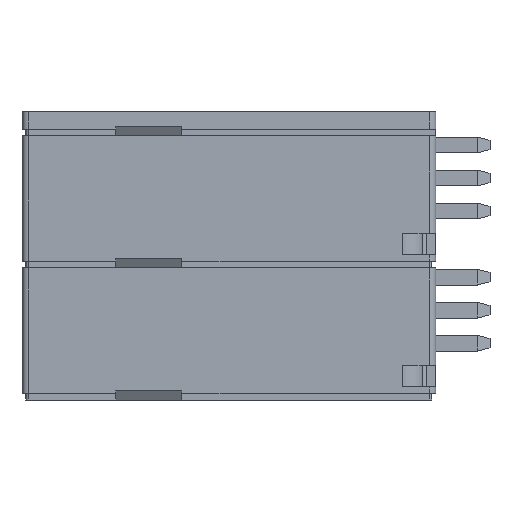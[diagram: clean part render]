
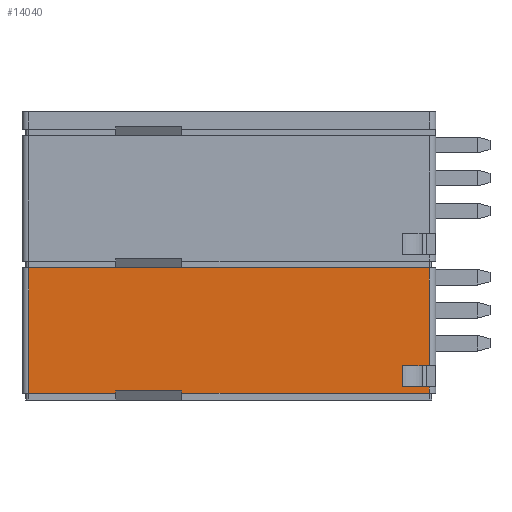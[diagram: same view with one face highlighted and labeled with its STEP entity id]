
A CAD part, left-side view. The second image highlights one B-rep face of the part: STEP entity #14040.
In plain terms, the highlighted planar face has unit normal (-1, 0, 0).
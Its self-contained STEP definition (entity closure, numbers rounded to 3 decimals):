
#114 = ORIENTED_EDGE ( 'NONE', *, *, #19656, .T. ) ;
#386 = FACE_OUTER_BOUND ( 'NONE', #15068, .T. ) ;
#768 = VERTEX_POINT ( 'NONE', #20133 ) ;
#1226 = CARTESIAN_POINT ( 'NONE',  ( -5., -22.8, -14. ) ) ;
#1252 = VECTOR ( 'NONE', #20479, 1000. ) ;
#1433 = VECTOR ( 'NONE', #4587, 1000. ) ;
#2195 = DIRECTION ( 'NONE',  ( -1., 0., 0. ) ) ;
#2394 = EDGE_CURVE ( 'NONE', #17040, #3648, #10726, .T. ) ;
#2500 = EDGE_CURVE ( 'NONE', #8505, #6181, #2886, .T. ) ;
#2665 = DIRECTION ( 'NONE',  ( 0., 0., -1. ) ) ;
#2886 = LINE ( 'NONE', #11274, #12292 ) ;
#2890 = VERTEX_POINT ( 'NONE', #11896 ) ;
#2917 = LINE ( 'NONE', #19933, #17833 ) ;
#3194 = DIRECTION ( 'NONE',  ( 0., 0., -1. ) ) ;
#3633 = LINE ( 'NONE', #10123, #19496 ) ;
#3648 = VERTEX_POINT ( 'NONE', #12074 ) ;
#4388 = EDGE_CURVE ( 'NONE', #2890, #17040, #9970, .T. ) ;
#4587 = DIRECTION ( 'NONE',  ( 0., 0., 1. ) ) ;
#4610 = CARTESIAN_POINT ( 'NONE',  ( -5., -22.8, -5. ) ) ;
#5372 = CARTESIAN_POINT ( 'NONE',  ( -5., -22.8, -5. ) ) ;
#5561 = DIRECTION ( 'NONE',  ( 0., -1., 0. ) ) ;
#5866 = VECTOR ( 'NONE', #8273, 1000. ) ;
#5884 = EDGE_CURVE ( 'NONE', #13967, #6958, #12024, .T. ) ;
#6181 = VERTEX_POINT ( 'NONE', #12901 ) ;
#6201 = ORIENTED_EDGE ( 'NONE', *, *, #4388, .T. ) ;
#6256 = DIRECTION ( 'NONE',  ( 0., 1., 0. ) ) ;
#6319 = ORIENTED_EDGE ( 'NONE', *, *, #21857, .T. ) ;
#6402 = AXIS2_PLACEMENT_3D ( 'NONE', #20891, #2195, #5561 ) ;
#6462 = CARTESIAN_POINT ( 'NONE',  ( -5., -4.1, -14.5 ) ) ;
#6650 = CARTESIAN_POINT ( 'NONE',  ( -5., -22.8, -14.5 ) ) ;
#6753 = CARTESIAN_POINT ( 'NONE',  ( -5., 0.9, -14.3 ) ) ;
#6808 = CARTESIAN_POINT ( 'NONE',  ( -5., 0.9, -14.5 ) ) ;
#6958 = VERTEX_POINT ( 'NONE', #13181 ) ;
#7692 = EDGE_CURVE ( 'NONE', #15437, #13698, #12971, .T. ) ;
#8206 = CARTESIAN_POINT ( 'NONE',  ( -5., -22.8, -5. ) ) ;
#8265 = EDGE_CURVE ( 'NONE', #2890, #15437, #11604, .T. ) ;
#8273 = DIRECTION ( 'NONE',  ( 0., 0., 1. ) ) ;
#8505 = VERTEX_POINT ( 'NONE', #20870 ) ;
#8605 = EDGE_CURVE ( 'NONE', #13698, #8994, #2917, .T. ) ;
#8943 = LINE ( 'NONE', #6808, #14879 ) ;
#8994 = VERTEX_POINT ( 'NONE', #6753 ) ;
#9970 = LINE ( 'NONE', #16594, #5866 ) ;
#10123 = CARTESIAN_POINT ( 'NONE',  ( -5., 7.5, -14.5 ) ) ;
#10517 = LINE ( 'NONE', #5372, #1252 ) ;
#10525 = VECTOR ( 'NONE', #12314, 1000. ) ;
#10690 = ORIENTED_EDGE ( 'NONE', *, *, #22001, .F. ) ;
#10726 = LINE ( 'NONE', #17561, #13397 ) ;
#10738 = CARTESIAN_POINT ( 'NONE',  ( -5., -20.8, -12.4 ) ) ;
#10755 = ORIENTED_EDGE ( 'NONE', *, *, #7692, .F. ) ;
#11274 = CARTESIAN_POINT ( 'NONE',  ( -5., 7.5, -14.5 ) ) ;
#11539 = VERTEX_POINT ( 'NONE', #21544 ) ;
#11604 = LINE ( 'NONE', #6650, #22120 ) ;
#11896 = CARTESIAN_POINT ( 'NONE',  ( -5., -22.8, -14.5 ) ) ;
#12024 = LINE ( 'NONE', #8206, #17278 ) ;
#12074 = CARTESIAN_POINT ( 'NONE',  ( -5., -20.8, -14. ) ) ;
#12292 = VECTOR ( 'NONE', #18110, 1000. ) ;
#12314 = DIRECTION ( 'NONE',  ( 0., -1., 0. ) ) ;
#12418 = ORIENTED_EDGE ( 'NONE', *, *, #19584, .T. ) ;
#12901 = CARTESIAN_POINT ( 'NONE',  ( -5., 7.5, -5. ) ) ;
#12967 = CARTESIAN_POINT ( 'NONE',  ( -5., -20.8, -12.4 ) ) ;
#12971 = LINE ( 'NONE', #6462, #1433 ) ;
#13181 = CARTESIAN_POINT ( 'NONE',  ( -5., -22.8, -12.4 ) ) ;
#13298 = ORIENTED_EDGE ( 'NONE', *, *, #14388, .T. ) ;
#13397 = VECTOR ( 'NONE', #19450, 1000. ) ;
#13698 = VERTEX_POINT ( 'NONE', #15703 ) ;
#13967 = VERTEX_POINT ( 'NONE', #4610 ) ;
#13972 = CARTESIAN_POINT ( 'NONE',  ( -5., -4.1, -14.5 ) ) ;
#14040 = ADVANCED_FACE ( 'NONE', ( #386 ), #19110, .T. ) ;
#14220 = ORIENTED_EDGE ( 'NONE', *, *, #2394, .T. ) ;
#14388 = EDGE_CURVE ( 'NONE', #8505, #768, #3633, .T. ) ;
#14879 = VECTOR ( 'NONE', #15455, 1000. ) ;
#15068 = EDGE_LOOP ( 'NONE', ( #14220, #10690, #6319, #16250, #114, #17268, #13298, #12418, #15462, #10755, #20942, #6201 ) ) ;
#15437 = VERTEX_POINT ( 'NONE', #13972 ) ;
#15455 = DIRECTION ( 'NONE',  ( 0., 0., 1. ) ) ;
#15462 = ORIENTED_EDGE ( 'NONE', *, *, #8605, .F. ) ;
#15703 = CARTESIAN_POINT ( 'NONE',  ( -5., -4.1, -14.3 ) ) ;
#16250 = ORIENTED_EDGE ( 'NONE', *, *, #5884, .F. ) ;
#16594 = CARTESIAN_POINT ( 'NONE',  ( -5., -22.8, -14.5 ) ) ;
#17040 = VERTEX_POINT ( 'NONE', #1226 ) ;
#17268 = ORIENTED_EDGE ( 'NONE', *, *, #2500, .F. ) ;
#17278 = VECTOR ( 'NONE', #3194, 1000. ) ;
#17561 = CARTESIAN_POINT ( 'NONE',  ( -5., -22.8, -14. ) ) ;
#17833 = VECTOR ( 'NONE', #6256, 1000. ) ;
#18110 = DIRECTION ( 'NONE',  ( 0., 0., 1. ) ) ;
#18758 = DIRECTION ( 'NONE',  ( 0., 1., 0. ) ) ;
#19110 = PLANE ( 'NONE',  #6402 ) ;
#19112 = VECTOR ( 'NONE', #2665, 1000. ) ;
#19450 = DIRECTION ( 'NONE',  ( 0., 1., 0. ) ) ;
#19496 = VECTOR ( 'NONE', #20324, 1000. ) ;
#19584 = EDGE_CURVE ( 'NONE', #768, #8994, #8943, .T. ) ;
#19656 = EDGE_CURVE ( 'NONE', #13967, #6181, #10517, .T. ) ;
#19933 = CARTESIAN_POINT ( 'NONE',  ( -5., -4.1, -14.3 ) ) ;
#20133 = CARTESIAN_POINT ( 'NONE',  ( -5., 0.9, -14.5 ) ) ;
#20324 = DIRECTION ( 'NONE',  ( 0., -1., 0. ) ) ;
#20479 = DIRECTION ( 'NONE',  ( 0., 1., 0. ) ) ;
#20870 = CARTESIAN_POINT ( 'NONE',  ( -5., 7.5, -14.5 ) ) ;
#20891 = CARTESIAN_POINT ( 'NONE',  ( -5., 7.5, -5. ) ) ;
#20942 = ORIENTED_EDGE ( 'NONE', *, *, #8265, .F. ) ;
#21037 = LINE ( 'NONE', #10738, #10525 ) ;
#21367 = LINE ( 'NONE', #12967, #19112 ) ;
#21544 = CARTESIAN_POINT ( 'NONE',  ( -5., -20.8, -12.4 ) ) ;
#21857 = EDGE_CURVE ( 'NONE', #11539, #6958, #21037, .T. ) ;
#22001 = EDGE_CURVE ( 'NONE', #11539, #3648, #21367, .T. ) ;
#22120 = VECTOR ( 'NONE', #18758, 1000. ) ;
